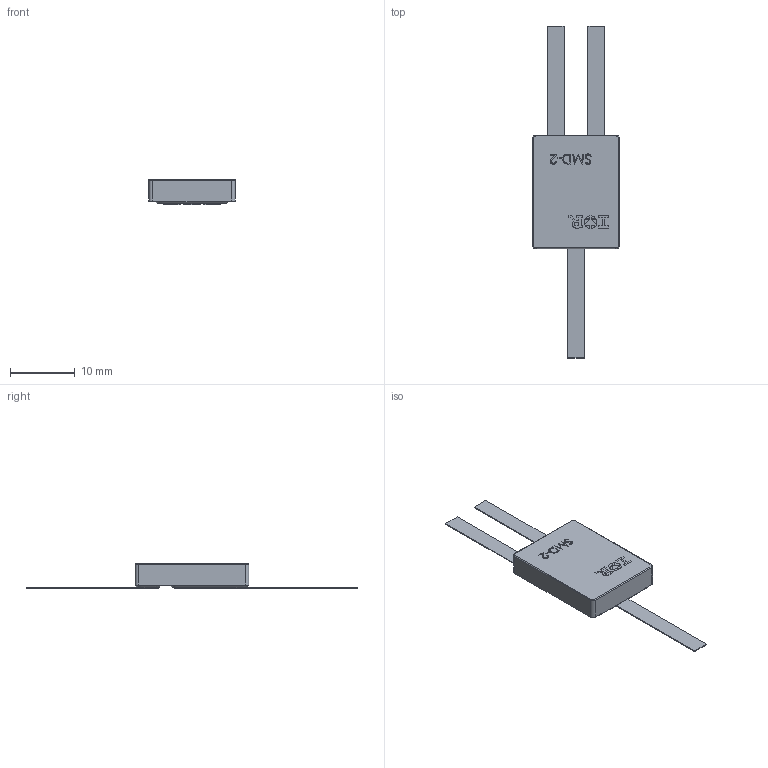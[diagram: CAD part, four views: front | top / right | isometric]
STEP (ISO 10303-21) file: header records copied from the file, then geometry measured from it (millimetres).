
FILE_DESCRIPTION (( 'STEP AP203' ), '1' );
FILE_NAME ('D100754G-STEP Rev B.STEP', '2021-11-11T12:56:24', ( '' ), ( '' ), 'SwSTEP 2.0', 'SolidWorks 2018', '' );
FILE_SCHEMA (( 'CONFIG_CONTROL_DESIGN' ));
Length unit declared in the file: inch
Products named in the file (1): D100754G-STEP Rev B
Bounding box: 13.34 x 51.18 x 3.86 mm (x, y, z)
Volume: 862.4 mm3; surface area: 968.2 mm2
Topology: 1 solids, 1 shells, 217 faces, 558 edges, 358 vertices
Faces by surface type: plane 143, cylinder 30, bspline 28, cone 12, torus 4
Entity records: 7959 total; most frequent: CARTESIAN_POINT 2730, ORIENTED_EDGE 1116, DIRECTION 966, EDGE_CURVE 558, VECTOR 418, LINE 418, VERTEX_POINT 358, AXIS2_PLACEMENT_3D 274
